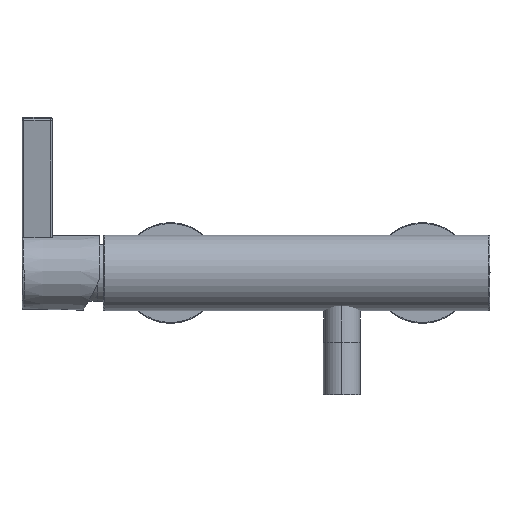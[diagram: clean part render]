
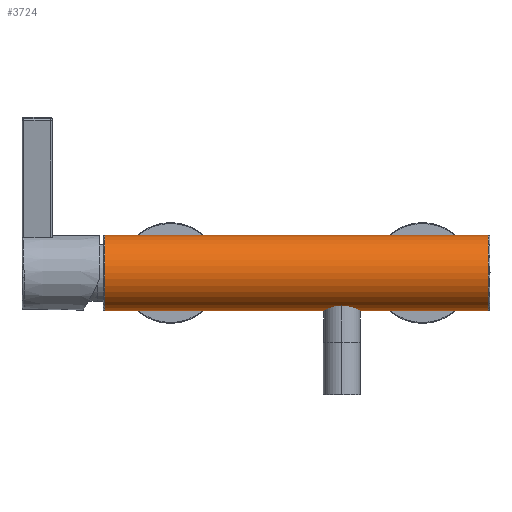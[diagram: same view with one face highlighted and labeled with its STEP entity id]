
A CAD part, top view. The second image highlights one B-rep face of the part: STEP entity #3724.
In plain terms, the highlighted cylindrical face has radius 22.5 mm (diameter 45 mm), a partial arc.
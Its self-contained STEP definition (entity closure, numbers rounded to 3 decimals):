
#24 = CARTESIAN_POINT ( 'NONE',  ( 0., 0., -10. ) ) ;
#156 = VECTOR ( 'NONE', #1547, 1000. ) ;
#224 = DIRECTION ( 'NONE',  ( 1., 0., 0. ) ) ;
#327 = DIRECTION ( 'NONE',  ( 0., 0., 1. ) ) ;
#334 = CARTESIAN_POINT ( 'NONE',  ( 0., 0., 0.784 ) ) ;
#375 = CARTESIAN_POINT ( 'NONE',  ( 22.5, 0., 229.2 ) ) ;
#497 = CIRCLE ( 'NONE', #1305, 22.5 ) ;
#584 = CARTESIAN_POINT ( 'NONE',  ( -22.5, 0., 0.784 ) ) ;
#639 = DIRECTION ( 'NONE',  ( 1., 0., 0. ) ) ;
#775 = EDGE_CURVE ( 'NONE', #2329, #2131, #2426, .T. ) ;
#905 = LINE ( 'NONE', #2156, #156 ) ;
#1305 = AXIS2_PLACEMENT_3D ( 'NONE', #3768, #2021, #224 ) ;
#1485 = ORIENTED_EDGE ( 'NONE', *, *, #2260, .T. ) ;
#1525 = VECTOR ( 'NONE', #2001, 1000. ) ;
#1547 = DIRECTION ( 'NONE',  ( 0., 0., 1. ) ) ;
#1572 = EDGE_LOOP ( 'NONE', ( #3131, #1485, #2362, #3383 ) ) ;
#1649 = VERTEX_POINT ( 'NONE', #2270 ) ;
#1699 = CARTESIAN_POINT ( 'NONE',  ( 22.5, 0., -10. ) ) ;
#1828 = EDGE_CURVE ( 'NONE', #2329, #2957, #3776, .T. ) ;
#1829 = DIRECTION ( 'NONE',  ( 1., 0., 0. ) ) ;
#1859 = CARTESIAN_POINT ( 'NONE',  ( 22.5, 0., 0.784 ) ) ;
#2001 = DIRECTION ( 'NONE',  ( 0., 0., 1. ) ) ;
#2018 = AXIS2_PLACEMENT_3D ( 'NONE', #334, #2437, #639 ) ;
#2021 = DIRECTION ( 'NONE',  ( 0., 0., -1. ) ) ;
#2101 = AXIS2_PLACEMENT_3D ( 'NONE', #24, #327, #1829 ) ;
#2131 = VERTEX_POINT ( 'NONE', #584 ) ;
#2156 = CARTESIAN_POINT ( 'NONE',  ( -22.5, 0., -10. ) ) ;
#2260 = EDGE_CURVE ( 'NONE', #2131, #1649, #905, .T. ) ;
#2270 = CARTESIAN_POINT ( 'NONE',  ( -22.5, 0., 229.2 ) ) ;
#2329 = VERTEX_POINT ( 'NONE', #1859 ) ;
#2362 = ORIENTED_EDGE ( 'NONE', *, *, #3461, .T. ) ;
#2426 = CIRCLE ( 'NONE', #2018, 22.5 ) ;
#2437 = DIRECTION ( 'NONE',  ( 0., 0., 1. ) ) ;
#2733 = CYLINDRICAL_SURFACE ( 'NONE', #2101, 22.5 ) ;
#2927 = FACE_OUTER_BOUND ( 'NONE', #1572, .T. ) ;
#2957 = VERTEX_POINT ( 'NONE', #375 ) ;
#3131 = ORIENTED_EDGE ( 'NONE', *, *, #775, .T. ) ;
#3383 = ORIENTED_EDGE ( 'NONE', *, *, #1828, .F. ) ;
#3461 = EDGE_CURVE ( 'NONE', #1649, #2957, #497, .T. ) ;
#3724 = ADVANCED_FACE ( 'NONE', ( #2927 ), #2733, .T. ) ;
#3768 = CARTESIAN_POINT ( 'NONE',  ( 0., 0., 229.2 ) ) ;
#3776 = LINE ( 'NONE', #1699, #1525 ) ;
